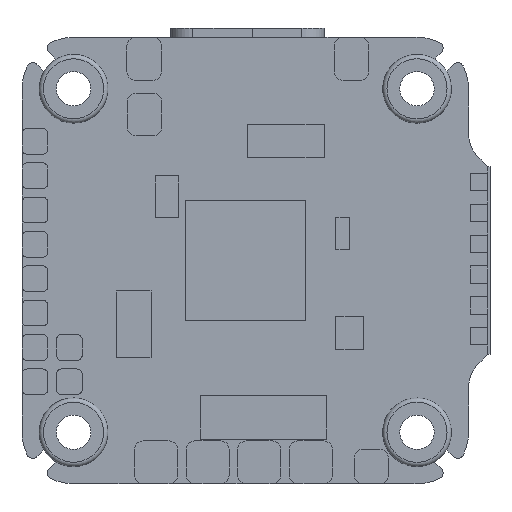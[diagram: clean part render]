
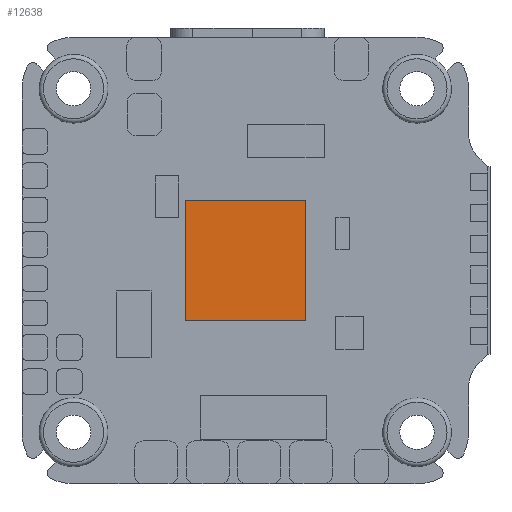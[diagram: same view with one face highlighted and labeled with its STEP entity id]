
A CAD part, front view. The second image highlights one B-rep face of the part: STEP entity #12638.
In plain terms, the highlighted face is planar.
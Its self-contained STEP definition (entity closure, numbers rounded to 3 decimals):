
#618=FACE_OUTER_BOUND('',#1312,.T.);
#1312=EDGE_LOOP('',(#9356,#9357,#9358,#9359));
#2932=LINE('',#19862,#4188);
#2935=LINE('',#19867,#4191);
#2937=LINE('',#19871,#4193);
#2938=LINE('',#19873,#4194);
#4188=VECTOR('',#15898,10.);
#4191=VECTOR('',#15903,10.);
#4193=VECTOR('',#15907,10.);
#4194=VECTOR('',#15910,10.);
#5474=VERTEX_POINT('',#19859);
#5475=VERTEX_POINT('',#19861);
#5476=VERTEX_POINT('',#19865);
#5477=VERTEX_POINT('',#19869);
#6928=EDGE_CURVE('',#5474,#5475,#2932,.T.);
#6931=EDGE_CURVE('',#5476,#5474,#2935,.T.);
#6933=EDGE_CURVE('',#5477,#5476,#2937,.T.);
#6934=EDGE_CURVE('',#5475,#5477,#2938,.T.);
#9356=ORIENTED_EDGE('',*,*,#6934,.F.);
#9357=ORIENTED_EDGE('',*,*,#6928,.F.);
#9358=ORIENTED_EDGE('',*,*,#6931,.F.);
#9359=ORIENTED_EDGE('',*,*,#6933,.F.);
#11937=PLANE('',#13589);
#12638=ADVANCED_FACE('',(#618),#11937,.F.);
#13589=AXIS2_PLACEMENT_3D('',#19874,#15911,#15912);
#15898=DIRECTION('',(-1.,0.,0.));
#15903=DIRECTION('',(0.,1.,0.));
#15907=DIRECTION('',(1.,0.,0.));
#15910=DIRECTION('',(0.,-1.,0.));
#15911=DIRECTION('center_axis',(0.,0.,
1.));
#15912=DIRECTION('ref_axis',(1.,0.,0.));
#19859=CARTESIAN_POINT('',(3.577,3.545,14.11));
#19861=CARTESIAN_POINT('',(-3.423,3.545,14.11));
#19862=CARTESIAN_POINT('',(3.577,3.545,14.11));
#19865=CARTESIAN_POINT('',(3.577,-3.455,14.11));
#19867=CARTESIAN_POINT('',(3.577,-3.455,14.11));
#19869=CARTESIAN_POINT('',(-3.423,-3.455,14.11));
#19871=CARTESIAN_POINT('',(-3.423,-3.455,14.11));
#19873=CARTESIAN_POINT('',(-3.423,3.545,14.11));
#19874=CARTESIAN_POINT('Origin',(0.077,0.045,
14.11));
